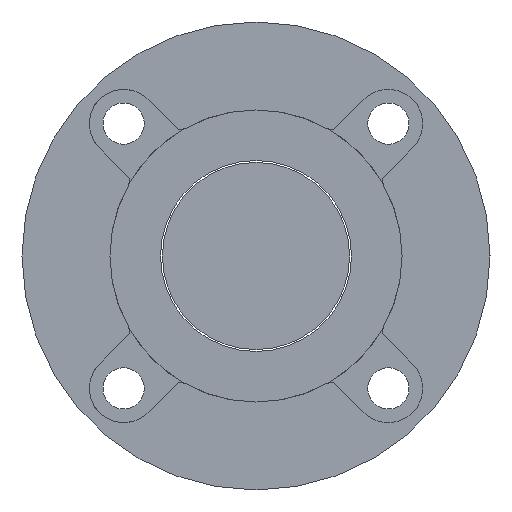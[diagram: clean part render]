
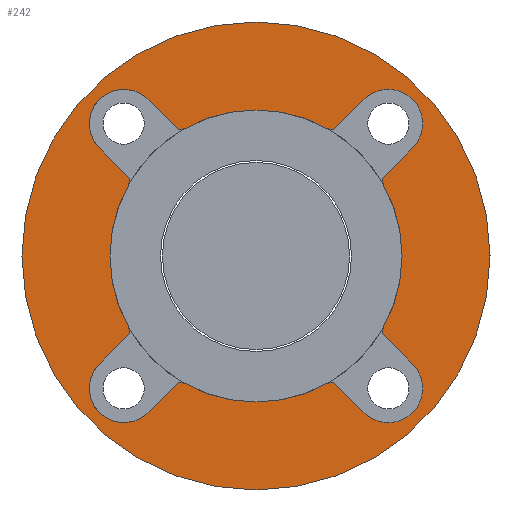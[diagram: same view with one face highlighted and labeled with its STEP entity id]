
A CAD part, left-side view. The second image highlights one B-rep face of the part: STEP entity #242.
In plain terms, the highlighted planar face has unit normal (-1, 0, 0).
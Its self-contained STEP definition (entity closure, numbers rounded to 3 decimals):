
#113=LINE('',#1401,#149);
#114=LINE('',#1407,#150);
#115=LINE('',#1411,#151);
#116=LINE('',#1416,#152);
#117=LINE('',#1420,#153);
#118=LINE('',#1425,#154);
#119=LINE('',#1429,#155);
#120=LINE('',#1434,#156);
#149=VECTOR('',#1113,1.);
#150=VECTOR('',#1118,1.);
#151=VECTOR('',#1121,1.);
#152=VECTOR('',#1126,1.);
#153=VECTOR('',#1129,1.);
#154=VECTOR('',#1134,1.);
#155=VECTOR('',#1137,1.);
#156=VECTOR('',#1142,1.);
#192=PLANE('',#964);
#242=ADVANCED_FACE('',(#323,#324),#192,.F.);
#323=FACE_BOUND('',#379,.T.);
#324=FACE_BOUND('',#380,.T.);
#379=EDGE_LOOP('',(#481));
#380=EDGE_LOOP('',(#482,#483,#484,#485,#486,#487,#488,#489,#490,#491,#492,
#493,#494,#495,#496,#497,#498,#499,#500,#501,#502,#503,#504,#505));
#481=ORIENTED_EDGE('',*,*,#777,.F.);
#482=ORIENTED_EDGE('',*,*,#778,.F.);
#483=ORIENTED_EDGE('',*,*,#779,.T.);
#484=ORIENTED_EDGE('',*,*,#747,.F.);
#485=ORIENTED_EDGE('',*,*,#780,.T.);
#486=ORIENTED_EDGE('',*,*,#781,.F.);
#487=ORIENTED_EDGE('',*,*,#782,.F.);
#488=ORIENTED_EDGE('',*,*,#783,.F.);
#489=ORIENTED_EDGE('',*,*,#784,.T.);
#490=ORIENTED_EDGE('',*,*,#759,.F.);
#491=ORIENTED_EDGE('',*,*,#785,.T.);
#492=ORIENTED_EDGE('',*,*,#786,.F.);
#493=ORIENTED_EDGE('',*,*,#787,.F.);
#494=ORIENTED_EDGE('',*,*,#788,.F.);
#495=ORIENTED_EDGE('',*,*,#789,.T.);
#496=ORIENTED_EDGE('',*,*,#755,.F.);
#497=ORIENTED_EDGE('',*,*,#790,.T.);
#498=ORIENTED_EDGE('',*,*,#791,.F.);
#499=ORIENTED_EDGE('',*,*,#792,.F.);
#500=ORIENTED_EDGE('',*,*,#793,.F.);
#501=ORIENTED_EDGE('',*,*,#794,.T.);
#502=ORIENTED_EDGE('',*,*,#751,.F.);
#503=ORIENTED_EDGE('',*,*,#795,.T.);
#504=ORIENTED_EDGE('',*,*,#796,.F.);
#505=ORIENTED_EDGE('',*,*,#797,.F.);
#661=VERTEX_POINT('',#1316);
#662=VERTEX_POINT('',#1317);
#665=VERTEX_POINT('',#1323);
#666=VERTEX_POINT('',#1325);
#669=VERTEX_POINT('',#1331);
#670=VERTEX_POINT('',#1333);
#673=VERTEX_POINT('',#1339);
#674=VERTEX_POINT('',#1341);
#691=VERTEX_POINT('',#1400);
#692=VERTEX_POINT('',#1402);
#693=VERTEX_POINT('',#1403);
#694=VERTEX_POINT('',#1406);
#695=VERTEX_POINT('',#1408);
#696=VERTEX_POINT('',#1410);
#697=VERTEX_POINT('',#1412);
#698=VERTEX_POINT('',#1415);
#699=VERTEX_POINT('',#1417);
#700=VERTEX_POINT('',#1419);
#701=VERTEX_POINT('',#1421);
#702=VERTEX_POINT('',#1424);
#703=VERTEX_POINT('',#1426);
#704=VERTEX_POINT('',#1428);
#705=VERTEX_POINT('',#1430);
#706=VERTEX_POINT('',#1433);
#707=VERTEX_POINT('',#1435);
#747=EDGE_CURVE('',#661,#662,#857,.T.);
#751=EDGE_CURVE('',#665,#666,#859,.T.);
#755=EDGE_CURVE('',#669,#670,#861,.T.);
#759=EDGE_CURVE('',#673,#674,#863,.T.);
#777=EDGE_CURVE('',#691,#691,#873,.T.);
#778=EDGE_CURVE('',#692,#693,#113,.T.);
#779=EDGE_CURVE('',#692,#662,#874,.T.);
#780=EDGE_CURVE('',#661,#694,#875,.T.);
#781=EDGE_CURVE('',#695,#694,#114,.T.);
#782=EDGE_CURVE('',#696,#695,#876,.T.);
#783=EDGE_CURVE('',#697,#696,#115,.T.);
#784=EDGE_CURVE('',#697,#674,#877,.T.);
#785=EDGE_CURVE('',#673,#698,#878,.T.);
#786=EDGE_CURVE('',#699,#698,#116,.T.);
#787=EDGE_CURVE('',#700,#699,#879,.T.);
#788=EDGE_CURVE('',#701,#700,#117,.T.);
#789=EDGE_CURVE('',#701,#670,#880,.T.);
#790=EDGE_CURVE('',#669,#702,#881,.T.);
#791=EDGE_CURVE('',#703,#702,#118,.T.);
#792=EDGE_CURVE('',#704,#703,#882,.T.);
#793=EDGE_CURVE('',#705,#704,#119,.T.);
#794=EDGE_CURVE('',#705,#666,#883,.T.);
#795=EDGE_CURVE('',#665,#706,#884,.T.);
#796=EDGE_CURVE('',#707,#706,#120,.T.);
#797=EDGE_CURVE('',#693,#707,#885,.T.);
#857=CIRCLE('',#933,23.4);
#859=CIRCLE('',#935,23.4);
#861=CIRCLE('',#937,23.4);
#863=CIRCLE('',#939,23.4);
#873=CIRCLE('',#951,37.5);
#874=CIRCLE('',#952,1.);
#875=CIRCLE('',#953,1.);
#876=CIRCLE('',#954,5.5);
#877=CIRCLE('',#955,1.);
#878=CIRCLE('',#956,1.);
#879=CIRCLE('',#957,5.5);
#880=CIRCLE('',#958,1.);
#881=CIRCLE('',#959,1.);
#882=CIRCLE('',#960,5.5);
#883=CIRCLE('',#961,1.);
#884=CIRCLE('',#962,1.);
#885=CIRCLE('',#963,5.5);
#933=AXIS2_PLACEMENT_3D('',#1315,#1067,#1068);
#935=AXIS2_PLACEMENT_3D('',#1324,#1073,#1074);
#937=AXIS2_PLACEMENT_3D('',#1332,#1079,#1080);
#939=AXIS2_PLACEMENT_3D('',#1340,#1085,#1086);
#951=AXIS2_PLACEMENT_3D('',#1399,#1111,#1112);
#952=AXIS2_PLACEMENT_3D('',#1404,#1114,#1115);
#953=AXIS2_PLACEMENT_3D('',#1405,#1116,#1117);
#954=AXIS2_PLACEMENT_3D('',#1409,#1119,#1120);
#955=AXIS2_PLACEMENT_3D('',#1413,#1122,#1123);
#956=AXIS2_PLACEMENT_3D('',#1414,#1124,#1125);
#957=AXIS2_PLACEMENT_3D('',#1418,#1127,#1128);
#958=AXIS2_PLACEMENT_3D('',#1422,#1130,#1131);
#959=AXIS2_PLACEMENT_3D('',#1423,#1132,#1133);
#960=AXIS2_PLACEMENT_3D('',#1427,#1135,#1136);
#961=AXIS2_PLACEMENT_3D('',#1431,#1138,#1139);
#962=AXIS2_PLACEMENT_3D('',#1432,#1140,#1141);
#963=AXIS2_PLACEMENT_3D('',#1436,#1143,#1144);
#964=AXIS2_PLACEMENT_3D('',#1437,#1145,#1146);
#1067=DIRECTION('',(-1.,0.,0.));
#1068=DIRECTION('',(0.,1.,0.));
#1073=DIRECTION('',(-1.,0.,0.));
#1074=DIRECTION('',(0.,1.,0.));
#1079=DIRECTION('',(-1.,0.,0.));
#1080=DIRECTION('',(0.,1.,0.));
#1085=DIRECTION('',(-1.,0.,0.));
#1086=DIRECTION('',(0.,1.,0.));
#1111=DIRECTION('',(1.,0.,0.));
#1112=DIRECTION('',(0.,1.,0.));
#1113=DIRECTION('',(0.,-0.707,0.707));
#1114=DIRECTION('',(-1.,0.,0.));
#1115=DIRECTION('',(0.,1.,0.));
#1116=DIRECTION('',(-1.,0.,0.));
#1117=DIRECTION('',(0.,1.,0.));
#1118=DIRECTION('',(0.,0.707,0.707));
#1119=DIRECTION('',(-1.,0.,0.));
#1120=DIRECTION('',(0.,1.,0.));
#1121=DIRECTION('',(0.,-0.707,-0.707));
#1122=DIRECTION('',(-1.,0.,0.));
#1123=DIRECTION('',(0.,1.,0.));
#1124=DIRECTION('',(-1.,0.,0.));
#1125=DIRECTION('',(0.,1.,0.));
#1126=DIRECTION('',(0.,-0.707,0.707));
#1127=DIRECTION('',(-1.,0.,0.));
#1128=DIRECTION('',(0.,1.,0.));
#1129=DIRECTION('',(0.,0.707,-0.707));
#1130=DIRECTION('',(-1.,0.,0.));
#1131=DIRECTION('',(0.,1.,0.));
#1132=DIRECTION('',(-1.,0.,0.));
#1133=DIRECTION('',(0.,1.,0.));
#1134=DIRECTION('',(0.,-0.707,-0.707));
#1135=DIRECTION('',(-1.,0.,0.));
#1136=DIRECTION('',(0.,1.,0.));
#1137=DIRECTION('',(0.,0.707,0.707));
#1138=DIRECTION('',(-1.,0.,0.));
#1139=DIRECTION('',(0.,1.,0.));
#1140=DIRECTION('',(-1.,0.,0.));
#1141=DIRECTION('',(0.,1.,0.));
#1142=DIRECTION('',(0.,0.707,-0.707));
#1143=DIRECTION('',(-1.,0.,0.));
#1144=DIRECTION('',(0.,1.,0.));
#1145=DIRECTION('',(1.,0.,0.));
#1146=DIRECTION('',(0.,1.,0.));
#1315=CARTESIAN_POINT('',(73.352,0.,0.));
#1316=CARTESIAN_POINT('',(73.352,-20.356,-11.541));
#1317=CARTESIAN_POINT('',(73.352,-20.356,11.541));
#1323=CARTESIAN_POINT('',(73.352,-11.541,20.356));
#1324=CARTESIAN_POINT('',(73.352,0.,0.));
#1325=CARTESIAN_POINT('',(73.352,11.541,20.356));
#1331=CARTESIAN_POINT('',(73.352,20.356,11.541));
#1332=CARTESIAN_POINT('',(73.352,0.,0.));
#1333=CARTESIAN_POINT('',(73.352,20.356,-11.541));
#1339=CARTESIAN_POINT('',(73.352,11.541,-20.356));
#1340=CARTESIAN_POINT('',(73.352,0.,0.));
#1341=CARTESIAN_POINT('',(73.352,-11.541,-20.356));
#1399=CARTESIAN_POINT('',(73.352,0.,0.));
#1400=CARTESIAN_POINT('',(73.352,37.5,0.));
#1401=CARTESIAN_POINT('',(73.352,7.736,-15.514));
#1402=CARTESIAN_POINT('',(73.352,-20.519,12.741));
#1403=CARTESIAN_POINT('',(73.352,-25.103,17.325));
#1404=CARTESIAN_POINT('',(73.352,-21.226,12.034));
#1405=CARTESIAN_POINT('',(73.352,-21.226,-12.034));
#1406=CARTESIAN_POINT('',(73.352,-20.519,-12.741));
#1407=CARTESIAN_POINT('',(73.352,7.736,15.514));
#1408=CARTESIAN_POINT('',(73.352,-25.103,-17.325));
#1409=CARTESIAN_POINT('',(73.352,-21.213,-21.213));
#1410=CARTESIAN_POINT('',(73.352,-17.296,-25.074));
#1411=CARTESIAN_POINT('',(73.352,15.514,7.736));
#1412=CARTESIAN_POINT('',(73.352,-12.741,-20.519));
#1413=CARTESIAN_POINT('',(73.352,-12.034,-21.226));
#1414=CARTESIAN_POINT('',(73.352,12.034,-21.226));
#1415=CARTESIAN_POINT('',(73.352,12.741,-20.519));
#1416=CARTESIAN_POINT('',(73.352,7.736,-15.514));
#1417=CARTESIAN_POINT('',(73.352,17.296,-25.074));
#1418=CARTESIAN_POINT('',(73.352,21.213,-21.213));
#1419=CARTESIAN_POINT('',(73.352,25.103,-17.325));
#1420=CARTESIAN_POINT('',(73.352,15.514,-7.736));
#1421=CARTESIAN_POINT('',(73.352,20.519,-12.741));
#1422=CARTESIAN_POINT('',(73.352,21.226,-12.034));
#1423=CARTESIAN_POINT('',(73.352,21.226,12.034));
#1424=CARTESIAN_POINT('',(73.352,20.519,12.741));
#1425=CARTESIAN_POINT('',(73.352,15.514,7.736));
#1426=CARTESIAN_POINT('',(73.352,25.103,17.325));
#1427=CARTESIAN_POINT('',(73.352,21.213,21.213));
#1428=CARTESIAN_POINT('',(73.352,17.296,25.074));
#1429=CARTESIAN_POINT('',(73.352,7.736,15.514));
#1430=CARTESIAN_POINT('',(73.352,12.741,20.519));
#1431=CARTESIAN_POINT('',(73.352,12.034,21.226));
#1432=CARTESIAN_POINT('',(73.352,-12.034,21.226));
#1433=CARTESIAN_POINT('',(73.352,-12.741,20.519));
#1434=CARTESIAN_POINT('',(73.352,15.514,-7.736));
#1435=CARTESIAN_POINT('',(73.352,-17.296,25.074));
#1436=CARTESIAN_POINT('',(73.352,-21.213,21.213));
#1437=CARTESIAN_POINT('',(73.352,23.25,0.));
